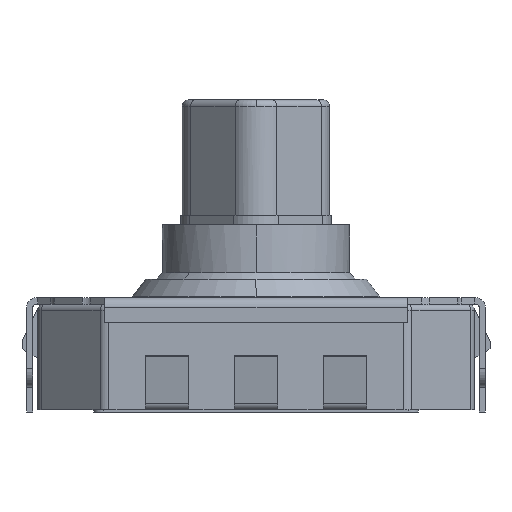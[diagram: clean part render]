
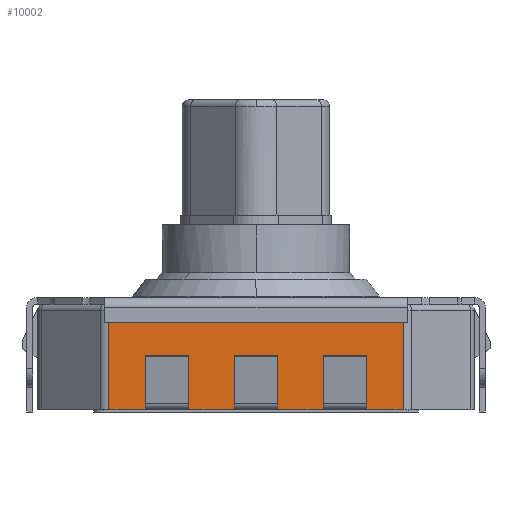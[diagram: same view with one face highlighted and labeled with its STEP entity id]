
A CAD part, left-side view. The second image highlights one B-rep face of the part: STEP entity #10002.
In plain terms, the highlighted planar face has unit normal (-1, 0, 0).
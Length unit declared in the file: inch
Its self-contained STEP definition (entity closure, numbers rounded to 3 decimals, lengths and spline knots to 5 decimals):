
#25 = CARTESIAN_POINT ( 'NONE',  ( -0.1378, 0., 0.00157 ) ) ;
#93 = ORIENTED_EDGE ( 'NONE', *, *, #2338, .F. ) ;
#192 = EDGE_CURVE ( 'NONE', #4450, #5410, #3492, .T. ) ;
#496 = LINE ( 'NONE', #8721, #5232 ) ;
#508 = LINE ( 'NONE', #5080, #8372 ) ;
#528 = DIRECTION ( 'NONE',  ( 1., 0., 0. ) ) ;
#581 = EDGE_CURVE ( 'NONE', #5086, #2599, #7049, .T. ) ;
#646 = EDGE_CURVE ( 'NONE', #7919, #3051, #1452, .T. ) ;
#756 = ORIENTED_EDGE ( 'NONE', *, *, #4798, .F. ) ;
#772 = VERTEX_POINT ( 'NONE', #10074 ) ;
#926 = VERTEX_POINT ( 'NONE', #4936 ) ;
#1050 = VERTEX_POINT ( 'NONE', #1052 ) ;
#1052 = CARTESIAN_POINT ( 'NONE',  ( -0.1378, -0.09279, 0.00157 ) ) ;
#1083 = CARTESIAN_POINT ( 'NONE',  ( -0.1378, 0.04232, 0.00157 ) ) ;
#1331 = CARTESIAN_POINT ( 'NONE',  ( -0.1378, 0.09279, 0.00157 ) ) ;
#1452 = LINE ( 'NONE', #1566, #3401 ) ;
#1566 = CARTESIAN_POINT ( 'NONE',  ( -0.1378, 0., 0.00157 ) ) ;
#1840 = VERTEX_POINT ( 'NONE', #7574 ) ;
#1883 = CARTESIAN_POINT ( 'NONE',  ( -0.1378, 0.06988, 0.00157 ) ) ;
#2157 = EDGE_CURVE ( 'NONE', #3051, #8227, #6358, .T. ) ;
#2300 = VERTEX_POINT ( 'NONE', #3382 ) ;
#2338 = EDGE_CURVE ( 'NONE', #2300, #5086, #9233, .T. ) ;
#2585 = CARTESIAN_POINT ( 'NONE',  ( -0.1378, 0., 0.00551 ) ) ;
#2599 = VERTEX_POINT ( 'NONE', #10201 ) ;
#2662 = ORIENTED_EDGE ( 'NONE', *, *, #7935, .F. ) ;
#2685 = LINE ( 'NONE', #2585, #7736 ) ;
#2723 = CARTESIAN_POINT ( 'NONE',  ( -0.1378, -0.06988, 0.06811 ) ) ;
#2734 = PLANE ( 'NONE',  #9848 ) ;
#2770 = ORIENTED_EDGE ( 'NONE', *, *, #4703, .F. ) ;
#2773 = EDGE_CURVE ( 'NONE', #8227, #4828, #9036, .T. ) ;
#2868 = EDGE_CURVE ( 'NONE', #772, #7919, #10714, .T. ) ;
#2884 = ORIENTED_EDGE ( 'NONE', *, *, #646, .F. ) ;
#2922 = DIRECTION ( 'NONE',  ( 0., 0., -1. ) ) ;
#2944 = DIRECTION ( 'NONE',  ( 0., 1., 0. ) ) ;
#2967 = LINE ( 'NONE', #4509, #4279 ) ;
#3011 = CARTESIAN_POINT ( 'NONE',  ( -0.1378, 0.09279, 0.06811 ) ) ;
#3051 = VERTEX_POINT ( 'NONE', #1331 ) ;
#3065 = ORIENTED_EDGE ( 'NONE', *, *, #7015, .F. ) ;
#3212 = VECTOR ( 'NONE', #2922, 39.37008 ) ;
#3286 = CARTESIAN_POINT ( 'NONE',  ( -0.1378, 0.06988, 0.06811 ) ) ;
#3323 = VERTEX_POINT ( 'NONE', #6282 ) ;
#3334 = VECTOR ( 'NONE', #8612, 39.37008 ) ;
#3382 = CARTESIAN_POINT ( 'NONE',  ( -0.1378, -0.01378, 0.00551 ) ) ;
#3401 = VECTOR ( 'NONE', #7484, 39.37008 ) ;
#3490 = ORIENTED_EDGE ( 'NONE', *, *, #4788, .F. ) ;
#3492 = LINE ( 'NONE', #9328, #4255 ) ;
#3631 = CARTESIAN_POINT ( 'NONE',  ( -0.1378, -0.09279, 0.06417 ) ) ;
#3650 = ORIENTED_EDGE ( 'NONE', *, *, #192, .F. ) ;
#3653 = DIRECTION ( 'NONE',  ( 0., 0., -1. ) ) ;
#3657 = ORIENTED_EDGE ( 'NONE', *, *, #2868, .F. ) ;
#3828 = CARTESIAN_POINT ( 'NONE',  ( -0.1378, 0., 0.00157 ) ) ;
#3850 = CARTESIAN_POINT ( 'NONE',  ( -0.1378, 0.01378, 0.06811 ) ) ;
#3891 = EDGE_CURVE ( 'NONE', #4167, #1840, #508, .T. ) ;
#4167 = VERTEX_POINT ( 'NONE', #1083 ) ;
#4230 = FACE_OUTER_BOUND ( 'NONE', #6737, .T. ) ;
#4255 = VECTOR ( 'NONE', #3653, 39.37008 ) ;
#4279 = VECTOR ( 'NONE', #7811, 39.37008 ) ;
#4388 = VECTOR ( 'NONE', #6026, 39.37008 ) ;
#4450 = VERTEX_POINT ( 'NONE', #7960 ) ;
#4509 = CARTESIAN_POINT ( 'NONE',  ( -0.1378, 0., 0.00157 ) ) ;
#4582 = CARTESIAN_POINT ( 'NONE',  ( -0.1378, 0.09279, 0.06417 ) ) ;
#4599 = DIRECTION ( 'NONE',  ( 0., 0., -1. ) ) ;
#4600 = DIRECTION ( 'NONE',  ( 0., 0., 1. ) ) ;
#4660 = VECTOR ( 'NONE', #6745, 39.37008 ) ;
#4703 = EDGE_CURVE ( 'NONE', #3323, #926, #10161, .T. ) ;
#4735 = CARTESIAN_POINT ( 'NONE',  ( -0.1378, 0., 0.00551 ) ) ;
#4788 = EDGE_CURVE ( 'NONE', #2599, #4167, #7889, .T. ) ;
#4798 = EDGE_CURVE ( 'NONE', #1050, #3323, #7129, .T. ) ;
#4828 = VERTEX_POINT ( 'NONE', #3631 ) ;
#4864 = ORIENTED_EDGE ( 'NONE', *, *, #6170, .F. ) ;
#4936 = CARTESIAN_POINT ( 'NONE',  ( -0.1378, -0.06988, 0.00551 ) ) ;
#5080 = CARTESIAN_POINT ( 'NONE',  ( -0.1378, 0.04232, 0.06811 ) ) ;
#5086 = VERTEX_POINT ( 'NONE', #6513 ) ;
#5232 = VECTOR ( 'NONE', #8627, 39.37008 ) ;
#5390 = VERTEX_POINT ( 'NONE', #9562 ) ;
#5410 = VERTEX_POINT ( 'NONE', #10489 ) ;
#5583 = CARTESIAN_POINT ( 'NONE',  ( -0.1378, -0.09279, 0.06811 ) ) ;
#5685 = DIRECTION ( 'NONE',  ( 0., 0., -1. ) ) ;
#5961 = ORIENTED_EDGE ( 'NONE', *, *, #3891, .F. ) ;
#6026 = DIRECTION ( 'NONE',  ( 0., 0., 1. ) ) ;
#6170 = EDGE_CURVE ( 'NONE', #5390, #2300, #496, .T. ) ;
#6194 = VECTOR ( 'NONE', #9088, 39.37008 ) ;
#6266 = DIRECTION ( 'NONE',  ( 0., -1., 0. ) ) ;
#6282 = CARTESIAN_POINT ( 'NONE',  ( -0.1378, -0.06988, 0.00157 ) ) ;
#6358 = LINE ( 'NONE', #3011, #6920 ) ;
#6380 = VECTOR ( 'NONE', #6266, 39.37008 ) ;
#6513 = CARTESIAN_POINT ( 'NONE',  ( -0.1378, 0.01378, 0.00551 ) ) ;
#6590 = ORIENTED_EDGE ( 'NONE', *, *, #8259, .F. ) ;
#6682 = CARTESIAN_POINT ( 'NONE',  ( -0.1378, 0., 0.00551 ) ) ;
#6698 = VECTOR ( 'NONE', #8737, 39.37008 ) ;
#6700 = ORIENTED_EDGE ( 'NONE', *, *, #581, .F. ) ;
#6737 = EDGE_LOOP ( 'NONE', ( #8867, #3650, #6590, #2770, #756, #3065, #7053, #8180, #2884, #3657, #2662, #5961, #3490, #6700, #93, #4864 ) ) ;
#6745 = DIRECTION ( 'NONE',  ( 0., 1., 0. ) ) ;
#6920 = VECTOR ( 'NONE', #4600, 39.37008 ) ;
#7015 = EDGE_CURVE ( 'NONE', #4828, #1050, #9815, .T. ) ;
#7049 = LINE ( 'NONE', #3850, #3212 ) ;
#7053 = ORIENTED_EDGE ( 'NONE', *, *, #2773, .F. ) ;
#7066 = LINE ( 'NONE', #4735, #6698 ) ;
#7129 = LINE ( 'NONE', #25, #3334 ) ;
#7484 = DIRECTION ( 'NONE',  ( 0., 1., 0. ) ) ;
#7529 = CARTESIAN_POINT ( 'NONE',  ( -0.1378, 0., 0.06811 ) ) ;
#7574 = CARTESIAN_POINT ( 'NONE',  ( -0.1378, 0.04232, 0.00551 ) ) ;
#7703 = VECTOR ( 'NONE', #5685, 39.37008 ) ;
#7736 = VECTOR ( 'NONE', #10071, 39.37008 ) ;
#7777 = EDGE_CURVE ( 'NONE', #5410, #5390, #2967, .T. ) ;
#7811 = DIRECTION ( 'NONE',  ( 0., 1., 0. ) ) ;
#7889 = LINE ( 'NONE', #3828, #10597 ) ;
#7919 = VERTEX_POINT ( 'NONE', #1883 ) ;
#7935 = EDGE_CURVE ( 'NONE', #1840, #772, #2685, .T. ) ;
#7960 = CARTESIAN_POINT ( 'NONE',  ( -0.1378, -0.04232, 0.00551 ) ) ;
#8180 = ORIENTED_EDGE ( 'NONE', *, *, #2157, .F. ) ;
#8227 = VERTEX_POINT ( 'NONE', #4582 ) ;
#8259 = EDGE_CURVE ( 'NONE', #926, #4450, #7066, .T. ) ;
#8372 = VECTOR ( 'NONE', #9339, 39.37008 ) ;
#8612 = DIRECTION ( 'NONE',  ( 0., 1., 0. ) ) ;
#8627 = DIRECTION ( 'NONE',  ( 0., 0., 1. ) ) ;
#8721 = CARTESIAN_POINT ( 'NONE',  ( -0.1378, -0.01378, 0.06811 ) ) ;
#8737 = DIRECTION ( 'NONE',  ( 0., 1., 0. ) ) ;
#8867 = ORIENTED_EDGE ( 'NONE', *, *, #7777, .F. ) ;
#9036 = LINE ( 'NONE', #10596, #6380 ) ;
#9088 = DIRECTION ( 'NONE',  ( 0., 0., -1. ) ) ;
#9233 = LINE ( 'NONE', #6682, #4660 ) ;
#9328 = CARTESIAN_POINT ( 'NONE',  ( -0.1378, -0.04232, 0.06811 ) ) ;
#9339 = DIRECTION ( 'NONE',  ( 0., 0., 1. ) ) ;
#9562 = CARTESIAN_POINT ( 'NONE',  ( -0.1378, -0.01378, 0.00157 ) ) ;
#9815 = LINE ( 'NONE', #5583, #7703 ) ;
#9848 = AXIS2_PLACEMENT_3D ( 'NONE', #7529, #528, #4599 ) ;
#10002 = ADVANCED_FACE ( 'NONE', ( #4230 ), #2734, .F. ) ;
#10071 = DIRECTION ( 'NONE',  ( 0., 1., 0. ) ) ;
#10074 = CARTESIAN_POINT ( 'NONE',  ( -0.1378, 0.06988, 0.00551 ) ) ;
#10161 = LINE ( 'NONE', #2723, #4388 ) ;
#10201 = CARTESIAN_POINT ( 'NONE',  ( -0.1378, 0.01378, 0.00157 ) ) ;
#10489 = CARTESIAN_POINT ( 'NONE',  ( -0.1378, -0.04232, 0.00157 ) ) ;
#10596 = CARTESIAN_POINT ( 'NONE',  ( -0.1378, 0.09279, 0.06417 ) ) ;
#10597 = VECTOR ( 'NONE', #2944, 39.37008 ) ;
#10714 = LINE ( 'NONE', #3286, #6194 ) ;
